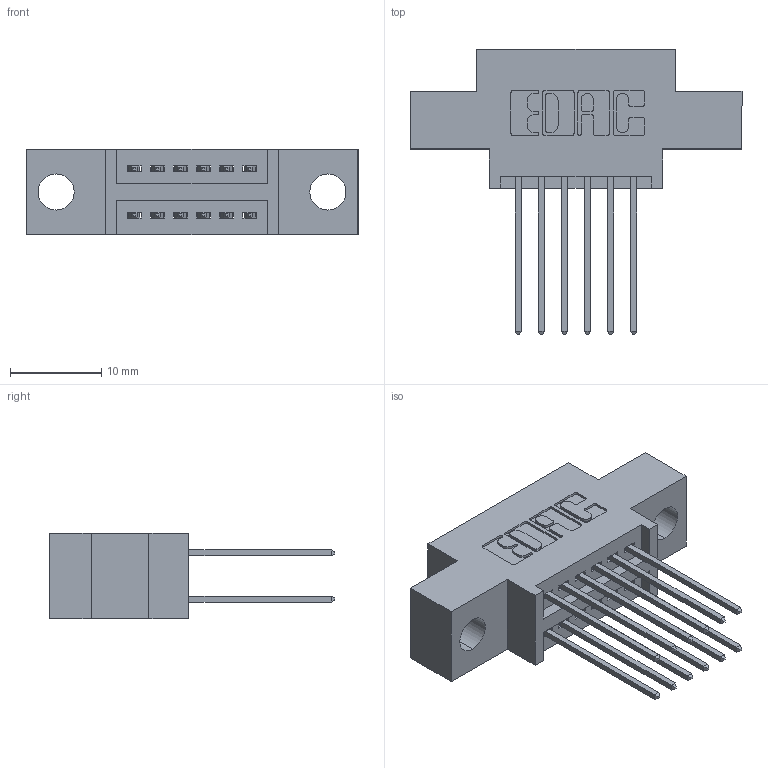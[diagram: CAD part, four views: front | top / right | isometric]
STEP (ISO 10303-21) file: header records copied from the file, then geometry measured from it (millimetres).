
FILE_DESCRIPTION (( 'STEP AP203' ), '1' );
FILE_NAME ('345-012-542-804.STEP', '2018-08-18T03:24:01', ( '' ), ( '' ), 'SwSTEP 2.0', 'SolidWorks 2016', '' );
FILE_SCHEMA (( 'CONFIG_CONTROL_DESIGN' ));
Length unit declared in the file: inch
Products named in the file (3): 345 Part_0.170 Offset - 0.156 Dia-TH; 345-292-001_345-293-142; 345-012-542-804
Assembly tree (13 placements, depth 2):
  345-012-542-804
    345 Part_0.170 Offset - 0.156 Dia-TH
    345-292-001_345-293-142  x12
Bounding box: 36.45 x 31.29 x 9.4 mm (x, y, z)
Volume: 3061.2 mm3; surface area: 4047.8 mm2
Topology: 13 solids, 13 shells, 730 faces, 2141 edges, 1410 vertices
Faces by surface type: plane 480, cylinder 250
Entity records: 9707 total; most frequent: CARTESIAN_POINT 1664, ORIENTED_EDGE 1598, DIRECTION 1511, EDGE_CURVE 799, LINE 643, VECTOR 643, VERTEX_POINT 530, AXIS2_PLACEMENT_3D 434
